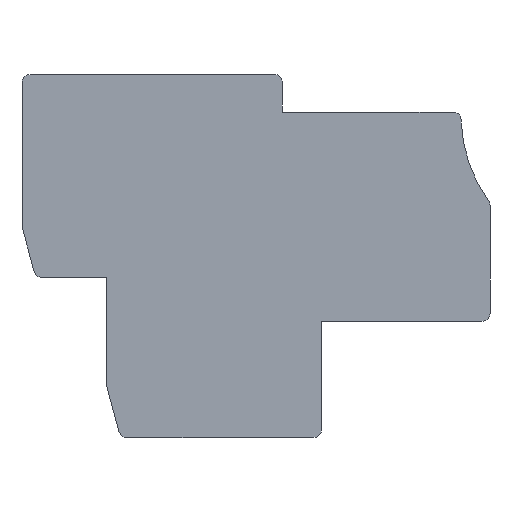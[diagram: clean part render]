
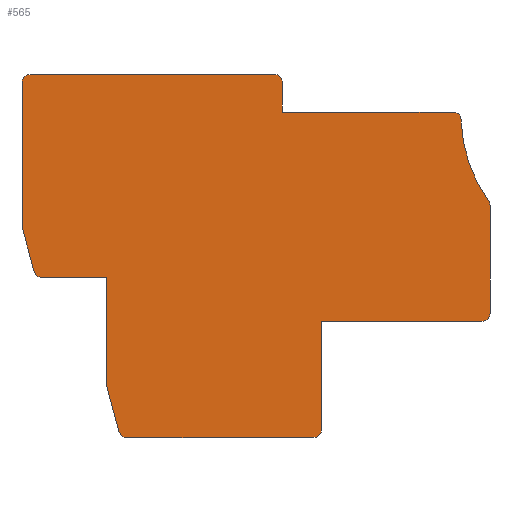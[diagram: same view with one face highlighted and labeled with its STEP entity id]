
A CAD part, front view. The second image highlights one B-rep face of the part: STEP entity #565.
In plain terms, the highlighted planar face has unit normal (0, -1, 0).
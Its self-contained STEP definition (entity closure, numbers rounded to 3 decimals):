
#14=CARTESIAN_POINT('',(36.4,0.,-44.3));
#15=DIRECTION('',(0.,-1.,0.));
#16=DIRECTION('',(0.,0.,-1.));
#17=AXIS2_PLACEMENT_3D('',#14,#15,#16);
#19=DIRECTION('',(-1.,0.,0.));
#20=VECTOR('',#19,23.334);
#21=CARTESIAN_POINT('',(36.4,0.,-45.3));
#22=LINE('',#21,#20);
#23=CARTESIAN_POINT('',(13.066,0.,-44.3));
#24=DIRECTION('',(0.,-1.,0.));
#25=DIRECTION('',(-0.965,0.,-0.261));
#26=AXIS2_PLACEMENT_3D('',#23,#24,#25);
#28=DIRECTION('',(-0.261,0.,0.965));
#29=VECTOR('',#28,5.627);
#30=CARTESIAN_POINT('',(12.1,0.,-44.561));
#31=LINE('',#30,#29);
#32=CARTESIAN_POINT('',(11.6,0.,-38.867));
#33=DIRECTION('',(0.,-1.,0.));
#34=DIRECTION('',(-1.,0.,0.));
#35=AXIS2_PLACEMENT_3D('',#32,#33,#34);
#37=DIRECTION('',(0.,0.,1.));
#38=VECTOR('',#37,13.567);
#39=CARTESIAN_POINT('',(10.6,0.,-38.867));
#40=LINE('',#39,#38);
#41=DIRECTION('',(-1.,0.,0.));
#42=VECTOR('',#41,8.134);
#43=CARTESIAN_POINT('',(10.6,0.,-25.3));
#44=LINE('',#43,#42);
#45=CARTESIAN_POINT('',(2.466,0.,-24.3));
#46=DIRECTION('',(0.,-1.,0.));
#47=DIRECTION('',(-0.965,0.,-0.261));
#48=AXIS2_PLACEMENT_3D('',#45,#46,#47);
#50=DIRECTION('',(-0.261,0.,0.965));
#51=VECTOR('',#50,5.627);
#52=CARTESIAN_POINT('',(1.5,0.,-24.561));
#53=LINE('',#52,#51);
#54=CARTESIAN_POINT('',(1.,0.,-18.867));
#55=DIRECTION('',(0.,-1.,0.));
#56=DIRECTION('',(-1.,0.,0.));
#57=AXIS2_PLACEMENT_3D('',#54,#55,#56);
#59=DIRECTION('',(0.,0.,1.));
#60=VECTOR('',#59,17.867);
#61=CARTESIAN_POINT('',(0.,0.,-18.867));
#62=LINE('',#61,#60);
#63=CARTESIAN_POINT('',(1.,0.,-1.));
#64=DIRECTION('',(0.,-1.,0.));
#65=DIRECTION('',(0.,0.,1.));
#66=AXIS2_PLACEMENT_3D('',#63,#64,#65);
#68=DIRECTION('',(1.,0.,0.));
#69=VECTOR('',#68,30.5);
#70=CARTESIAN_POINT('',(1.,0.,0.));
#71=LINE('',#70,#69);
#72=CARTESIAN_POINT('',(31.5,0.,-1.));
#73=DIRECTION('',(0.,-1.,0.));
#74=DIRECTION('',(1.,0.,0.));
#75=AXIS2_PLACEMENT_3D('',#72,#73,#74);
#77=DIRECTION('',(0.,0.,-1.));
#78=VECTOR('',#77,3.7);
#79=CARTESIAN_POINT('',(32.5,0.,-1.));
#80=LINE('',#79,#78);
#81=DIRECTION('',(1.,0.,0.));
#82=VECTOR('',#81,21.3);
#83=CARTESIAN_POINT('',(32.5,0.,-4.7));
#84=LINE('',#83,#82);
#85=CARTESIAN_POINT('',(53.8,0.,-5.7));
#86=DIRECTION('',(0.,-1.,0.));
#87=DIRECTION('',(1.,0.,0.027));
#88=AXIS2_PLACEMENT_3D('',#85,#86,#87);
#90=CARTESIAN_POINT('',(72.793,0.,-5.191));
#91=DIRECTION('',(0.,-1.,0.));
#92=DIRECTION('',(-1.,0.,-0.027));
#93=AXIS2_PLACEMENT_3D('',#90,#91,#92);
#95=CARTESIAN_POINT('',(57.4,0.,-16.329));
#96=DIRECTION('',(0.,-1.,0.));
#97=DIRECTION('',(1.,0.,0.));
#98=AXIS2_PLACEMENT_3D('',#95,#96,#97);
#100=DIRECTION('',(0.,0.,-1.));
#101=VECTOR('',#100,13.471);
#102=CARTESIAN_POINT('',(58.4,0.,-16.329));
#103=LINE('',#102,#101);
#104=CARTESIAN_POINT('',(57.4,0.,-29.8));
#105=DIRECTION('',(0.,-1.,0.));
#106=DIRECTION('',(0.,0.,-1.));
#107=AXIS2_PLACEMENT_3D('',#104,#105,#106);
#109=DIRECTION('',(-1.,0.,0.));
#110=VECTOR('',#109,20.);
#111=CARTESIAN_POINT('',(57.4,0.,-30.8));
#112=LINE('',#111,#110);
#113=DIRECTION('',(0.,0.,-1.));
#114=VECTOR('',#113,13.5);
#115=CARTESIAN_POINT('',(37.4,0.,-30.8));
#116=LINE('',#115,#114);
#396=CARTESIAN_POINT('',(37.4,0.,-30.8));
#398=VERTEX_POINT('',#396);
#400=CARTESIAN_POINT('',(10.6,0.,-25.3));
#402=VERTEX_POINT('',#400);
#404=CARTESIAN_POINT('',(32.5,0.,-4.7));
#406=VERTEX_POINT('',#404);
#432=CARTESIAN_POINT('',(36.4,0.,-45.3));
#433=CARTESIAN_POINT('',(37.4,0.,-44.3));
#434=VERTEX_POINT('',#432);
#435=VERTEX_POINT('',#433);
#440=CARTESIAN_POINT('',(57.4,0.,-30.8));
#441=CARTESIAN_POINT('',(58.4,0.,-29.8));
#442=VERTEX_POINT('',#440);
#443=VERTEX_POINT('',#441);
#448=CARTESIAN_POINT('',(58.4,0.,-16.329));
#449=CARTESIAN_POINT('',(58.21,0.,-15.742));
#450=VERTEX_POINT('',#448);
#451=VERTEX_POINT('',#449);
#456=CARTESIAN_POINT('',(54.8,0.,-5.673));
#457=CARTESIAN_POINT('',(53.8,0.,-4.7));
#458=VERTEX_POINT('',#456);
#459=VERTEX_POINT('',#457);
#464=CARTESIAN_POINT('',(32.5,0.,-1.));
#465=CARTESIAN_POINT('',(31.5,0.,0.));
#466=VERTEX_POINT('',#464);
#467=VERTEX_POINT('',#465);
#472=CARTESIAN_POINT('',(1.,0.,0.));
#473=CARTESIAN_POINT('',(0.,0.,-1.));
#474=VERTEX_POINT('',#472);
#475=VERTEX_POINT('',#473);
#480=CARTESIAN_POINT('',(0.,0.,-18.867));
#481=CARTESIAN_POINT('',(0.035,0.,-19.128));
#482=VERTEX_POINT('',#480);
#483=VERTEX_POINT('',#481);
#488=CARTESIAN_POINT('',(1.5,0.,-24.561));
#489=CARTESIAN_POINT('',(2.466,0.,-25.3));
#490=VERTEX_POINT('',#488);
#491=VERTEX_POINT('',#489);
#496=CARTESIAN_POINT('',(10.6,0.,-38.867));
#497=CARTESIAN_POINT('',(10.635,0.,-39.128));
#498=VERTEX_POINT('',#496);
#499=VERTEX_POINT('',#497);
#504=CARTESIAN_POINT('',(12.1,0.,-44.561));
#505=CARTESIAN_POINT('',(13.066,0.,-45.3));
#506=VERTEX_POINT('',#504);
#507=VERTEX_POINT('',#505);
#512=CARTESIAN_POINT('',(0.,0.,0.));
#513=DIRECTION('',(0.,1.,0.));
#514=DIRECTION('',(1.,0.,0.));
#515=AXIS2_PLACEMENT_3D('',#512,#513,#514);
#516=PLANE('',#515);
#518=ORIENTED_EDGE('',*,*,#517,.F.);
#520=ORIENTED_EDGE('',*,*,#519,.T.);
#522=ORIENTED_EDGE('',*,*,#521,.F.);
#524=ORIENTED_EDGE('',*,*,#523,.T.);
#526=ORIENTED_EDGE('',*,*,#525,.F.);
#528=ORIENTED_EDGE('',*,*,#527,.T.);
#530=ORIENTED_EDGE('',*,*,#529,.T.);
#532=ORIENTED_EDGE('',*,*,#531,.F.);
#534=ORIENTED_EDGE('',*,*,#533,.T.);
#536=ORIENTED_EDGE('',*,*,#535,.F.);
#538=ORIENTED_EDGE('',*,*,#537,.T.);
#540=ORIENTED_EDGE('',*,*,#539,.F.);
#542=ORIENTED_EDGE('',*,*,#541,.T.);
#544=ORIENTED_EDGE('',*,*,#543,.F.);
#546=ORIENTED_EDGE('',*,*,#545,.T.);
#548=ORIENTED_EDGE('',*,*,#547,.T.);
#550=ORIENTED_EDGE('',*,*,#549,.F.);
#552=ORIENTED_EDGE('',*,*,#551,.T.);
#554=ORIENTED_EDGE('',*,*,#553,.F.);
#556=ORIENTED_EDGE('',*,*,#555,.T.);
#558=ORIENTED_EDGE('',*,*,#557,.F.);
#560=ORIENTED_EDGE('',*,*,#559,.T.);
#562=ORIENTED_EDGE('',*,*,#561,.T.);
#563=EDGE_LOOP('',(#518,#520,#522,#524,#526,#528,#530,#532,#534,#536,#538,#540,
#542,#544,#546,#548,#550,#552,#554,#556,#558,#560,#562));
#564=FACE_OUTER_BOUND('',#563,.F.);
#18=CIRCLE('',#17,1.);
#27=CIRCLE('',#26,1.);
#36=CIRCLE('',#35,1.);
#49=CIRCLE('',#48,1.);
#58=CIRCLE('',#57,1.);
#67=CIRCLE('',#66,1.);
#76=CIRCLE('',#75,1.);
#89=CIRCLE('',#88,1.);
#94=CIRCLE('',#93,18.);
#99=CIRCLE('',#98,1.);
#108=CIRCLE('',#107,1.);
#517=EDGE_CURVE('',#434,#435,#18,.T.);
#519=EDGE_CURVE('',#434,#507,#22,.T.);
#521=EDGE_CURVE('',#506,#507,#27,.T.);
#523=EDGE_CURVE('',#506,#499,#31,.T.);
#525=EDGE_CURVE('',#498,#499,#36,.T.);
#527=EDGE_CURVE('',#498,#402,#40,.T.);
#529=EDGE_CURVE('',#402,#491,#44,.T.);
#531=EDGE_CURVE('',#490,#491,#49,.T.);
#533=EDGE_CURVE('',#490,#483,#53,.T.);
#535=EDGE_CURVE('',#482,#483,#58,.T.);
#537=EDGE_CURVE('',#482,#475,#62,.T.);
#539=EDGE_CURVE('',#474,#475,#67,.T.);
#541=EDGE_CURVE('',#474,#467,#71,.T.);
#543=EDGE_CURVE('',#466,#467,#76,.T.);
#545=EDGE_CURVE('',#466,#406,#80,.T.);
#547=EDGE_CURVE('',#406,#459,#84,.T.);
#549=EDGE_CURVE('',#458,#459,#89,.T.);
#551=EDGE_CURVE('',#458,#451,#94,.T.);
#553=EDGE_CURVE('',#450,#451,#99,.T.);
#555=EDGE_CURVE('',#450,#443,#103,.T.);
#557=EDGE_CURVE('',#442,#443,#108,.T.);
#559=EDGE_CURVE('',#442,#398,#112,.T.);
#561=EDGE_CURVE('',#398,#435,#116,.T.);
#565=ADVANCED_FACE('',(#564),#516,.F.);
